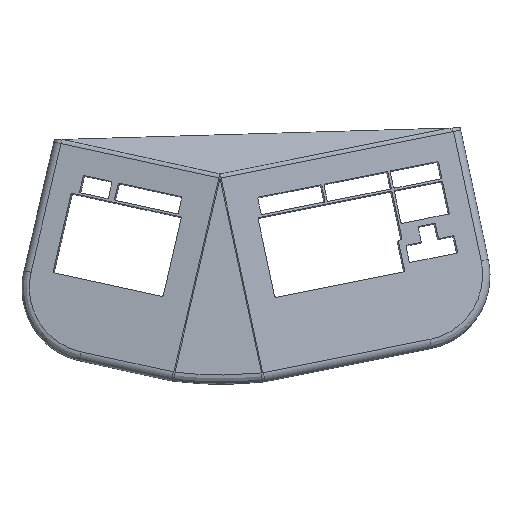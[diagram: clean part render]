
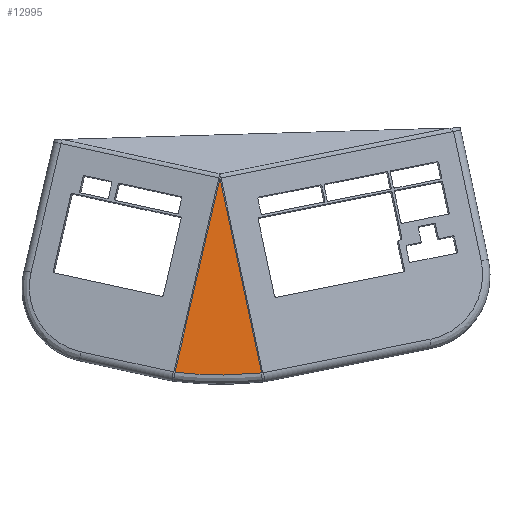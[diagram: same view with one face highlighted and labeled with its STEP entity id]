
A CAD part, top view. The second image highlights one B-rep face of the part: STEP entity #12995.
In plain terms, the highlighted planar face has unit normal (0, 0.087, 0.996).
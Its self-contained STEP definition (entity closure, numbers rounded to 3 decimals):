
#2620 = ( BOUNDED_SURFACE() B_SPLINE_SURFACE(2,5,(
    (#2621,#2622,#2623,#2624,#2625,#2626)
    ,(#2627,#2628,#2629,#2630,#2631,#2632)
    ,(#2633,#2634,#2635,#2636,#2637,#2638
)),.UNSPECIFIED.,.F.,.F.,.F.) B_SPLINE_SURFACE_WITH_KNOTS((3,3),(6,6),(
    0.,109.156),(-0.104,109.052),
.PIECEWISE_BEZIER_KNOTS.) GEOMETRIC_REPRESENTATION_ITEM() 
RATIONAL_B_SPLINE_SURFACE((
    (1.,1.,1.,1.,1.,1.)
    ,(0.676,0.676,0.676,0.676
      ,0.676,0.676)
,(1.,1.,1.,1.,1.,1.))) REPRESENTATION_ITEM('') SURFACE() );
#2621 = CARTESIAN_POINT('',(52.199,-244.643,
    110.496));
#2622 = CARTESIAN_POINT('',(30.542,-247.005,
    110.698));
#2623 = CARTESIAN_POINT('',(8.745,-248.097,
    110.791));
#2624 = CARTESIAN_POINT('',(-13.09,-247.907,
    110.775));
#2625 = CARTESIAN_POINT('',(-34.864,-246.437,
    110.649));
#2626 = CARTESIAN_POINT('',(-56.477,-243.698,
    110.415));
#2627 = CARTESIAN_POINT('',(52.302,-244.632,
    121.403));
#2628 = CARTESIAN_POINT('',(30.596,-247.004,
    121.61));
#2629 = CARTESIAN_POINT('',(8.757,-248.1,
    121.706));
#2630 = CARTESIAN_POINT('',(-13.118,-247.909,
    121.689));
#2631 = CARTESIAN_POINT('',(-34.934,-246.433,
    121.56));
#2632 = CARTESIAN_POINT('',(-56.596,-243.683,
    121.32));
#2633 = CARTESIAN_POINT('',(51.113,-233.831,
    120.458));
#2634 = CARTESIAN_POINT('',(29.923,-236.142,
    120.66));
#2635 = CARTESIAN_POINT('',(8.597,-237.21,
    120.753));
#2636 = CARTESIAN_POINT('',(-12.767,-237.024,
    120.737));
#2637 = CARTESIAN_POINT('',(-34.072,-235.585,
    120.611));
#2638 = CARTESIAN_POINT('',(-55.218,-232.906,
    120.377));
#3027 = CYLINDRICAL_SURFACE('',#3028,10.);
#3028 = AXIS2_PLACEMENT_3D('',#3029,#3030,#3031);
#3029 = CARTESIAN_POINT('',(-0.641,-1.007,
    90.05));
#3030 = DIRECTION('',(0.208,-0.974,0.085)
  );
#3031 = DIRECTION('',(0.128,0.113,0.985));
#7565 = VERTEX_POINT('',#7566);
#7566 = CARTESIAN_POINT('',(49.264,-234.029,
    120.475));
#7690 = EDGE_CURVE('',#7565,#7691,#7693,.T.);
#7691 = VERTEX_POINT('',#7692);
#7692 = CARTESIAN_POINT('',(-53.357,-233.138,
    120.397));
#7693 = SURFACE_CURVE('',#7694,(#7701,#7708),.PCURVE_S1.);
#7694 = ( BOUNDED_CURVE() B_SPLINE_CURVE(5,(#7695,#7696,#7697,#7698,
#7699,#7700),.UNSPECIFIED.,.F.,.F.) B_SPLINE_CURVE_WITH_KNOTS((6,6),(
-0.104,109.052),.PIECEWISE_BEZIER_KNOTS.) CURVE() 
GEOMETRIC_REPRESENTATION_ITEM() RATIONAL_B_SPLINE_CURVE((1.,1.,1.,1.,1.,
1.)) REPRESENTATION_ITEM('') );
#7695 = CARTESIAN_POINT('',(51.113,-233.831,
    120.458));
#7696 = CARTESIAN_POINT('',(29.923,-236.142,
    120.66));
#7697 = CARTESIAN_POINT('',(8.597,-237.21,
    120.753));
#7698 = CARTESIAN_POINT('',(-12.767,-237.024,
    120.737));
#7699 = CARTESIAN_POINT('',(-34.072,-235.585,
    120.611));
#7700 = CARTESIAN_POINT('',(-55.218,-232.906,
    120.377));
#7701 = PCURVE('',#2620,#7702);
#7702 = DEFINITIONAL_REPRESENTATION('',(#7703),#7707);
#7703 = LINE('',#7704,#7705);
#7704 = CARTESIAN_POINT('',(109.156,0.));
#7705 = VECTOR('',#7706,1.);
#7706 = DIRECTION('',(0.,1.));
#7707 = ( GEOMETRIC_REPRESENTATION_CONTEXT(2) 
PARAMETRIC_REPRESENTATION_CONTEXT() REPRESENTATION_CONTEXT('2D SPACE',''
  ) );
#7708 = PCURVE('',#7709,#7714);
#7709 = PLANE('',#7710);
#7710 = AXIS2_PLACEMENT_3D('',#7711,#7712,#7713);
#7711 = CARTESIAN_POINT('',(-1.263,-144.182,
    112.614));
#7712 = DIRECTION('',(0.,-0.087,
    -0.996));
#7713 = DIRECTION('',(0.,-0.996,0.087));
#7714 = DEFINITIONAL_REPRESENTATION('',(#7715),#7722);
#7715 = B_SPLINE_CURVE_WITH_KNOTS('',5,(#7716,#7717,#7718,#7719,#7720,
    #7721),.UNSPECIFIED.,.F.,.F.,(6,6),(-0.104,109.052)
  ,.PIECEWISE_BEZIER_KNOTS.);
#7716 = CARTESIAN_POINT('',(89.992,-52.376));
#7717 = CARTESIAN_POINT('',(92.311,-31.186));
#7718 = CARTESIAN_POINT('',(93.383,-9.86));
#7719 = CARTESIAN_POINT('',(93.197,11.504));
#7720 = CARTESIAN_POINT('',(91.753,32.809));
#7721 = CARTESIAN_POINT('',(89.064,53.955));
#7722 = ( GEOMETRIC_REPRESENTATION_CONTEXT(2) 
PARAMETRIC_REPRESENTATION_CONTEXT() REPRESENTATION_CONTEXT('2D SPACE',''
  ) );
#7813 = CYLINDRICAL_SURFACE('',#7814,10.);
#7814 = AXIS2_PLACEMENT_3D('',#7815,#7816,#7817);
#7815 = CARTESIAN_POINT('',(-55.838,-244.717,
    111.372));
#7816 = DIRECTION('',(0.225,0.971,-0.085)
  );
#7817 = DIRECTION('',(0.,0.087,
    0.996));
#7950 = VERTEX_POINT('',#7951);
#7951 = CARTESIAN_POINT('',(-0.026,-3.017,
    100.264));
#8055 = EDGE_CURVE('',#7950,#7565,#8056,.T.);
#8056 = SURFACE_CURVE('',#8057,(#8061,#8068),.PCURVE_S1.);
#8057 = LINE('',#8058,#8059);
#8058 = CARTESIAN_POINT('',(-0.641,-0.136,
    100.012));
#8059 = VECTOR('',#8060,1.);
#8060 = DIRECTION('',(0.208,-0.974,0.085)
  );
#8061 = PCURVE('',#3027,#8062);
#8062 = DEFINITIONAL_REPRESENTATION('',(#8063),#8067);
#8063 = LINE('',#8064,#8065);
#8064 = CARTESIAN_POINT('',(0.131,0.));
#8065 = VECTOR('',#8066,1.);
#8066 = DIRECTION('',(0.,1.));
#8067 = ( GEOMETRIC_REPRESENTATION_CONTEXT(2) 
PARAMETRIC_REPRESENTATION_CONTEXT() REPRESENTATION_CONTEXT('2D SPACE',''
  ) );
#8068 = PCURVE('',#7709,#8069);
#8069 = DEFINITIONAL_REPRESENTATION('',(#8070),#8074);
#8070 = LINE('',#8071,#8072);
#8071 = CARTESIAN_POINT('',(-144.596,-0.622));
#8072 = VECTOR('',#8073,1.);
#8073 = DIRECTION('',(0.978,-0.208));
#8074 = ( GEOMETRIC_REPRESENTATION_CONTEXT(2) 
PARAMETRIC_REPRESENTATION_CONTEXT() REPRESENTATION_CONTEXT('2D SPACE',''
  ) );
#12995 = ADVANCED_FACE('',(#12996),#7709,.F.);
#12996 = FACE_BOUND('',#12997,.F.);
#12997 = EDGE_LOOP('',(#12998,#13019,#13020));
#12998 = ORIENTED_EDGE('',*,*,#12999,.T.);
#12999 = EDGE_CURVE('',#7691,#7950,#13000,.T.);
#13000 = SURFACE_CURVE('',#13001,(#13005,#13012),.PCURVE_S1.);
#13001 = LINE('',#13002,#13003);
#13002 = CARTESIAN_POINT('',(-55.838,-243.845,
    121.334));
#13003 = VECTOR('',#13004,1.);
#13004 = DIRECTION('',(0.225,0.971,-0.085
    ));
#13005 = PCURVE('',#7709,#13006);
#13006 = DEFINITIONAL_REPRESENTATION('',(#13007),#13011);
#13007 = LINE('',#13008,#13009);
#13008 = CARTESIAN_POINT('',(100.044,54.575));
#13009 = VECTOR('',#13010,1.);
#13010 = DIRECTION('',(-0.974,-0.225));
#13011 = ( GEOMETRIC_REPRESENTATION_CONTEXT(2) 
PARAMETRIC_REPRESENTATION_CONTEXT() REPRESENTATION_CONTEXT('2D SPACE',''
  ) );
#13012 = PCURVE('',#7813,#13013);
#13013 = DEFINITIONAL_REPRESENTATION('',(#13014),#13018);
#13014 = LINE('',#13015,#13016);
#13015 = CARTESIAN_POINT('',(-0.,0.));
#13016 = VECTOR('',#13017,1.);
#13017 = DIRECTION('',(-0.,1.));
#13018 = ( GEOMETRIC_REPRESENTATION_CONTEXT(2) 
PARAMETRIC_REPRESENTATION_CONTEXT() REPRESENTATION_CONTEXT('2D SPACE',''
  ) );
#13019 = ORIENTED_EDGE('',*,*,#8055,.T.);
#13020 = ORIENTED_EDGE('',*,*,#7690,.T.);
